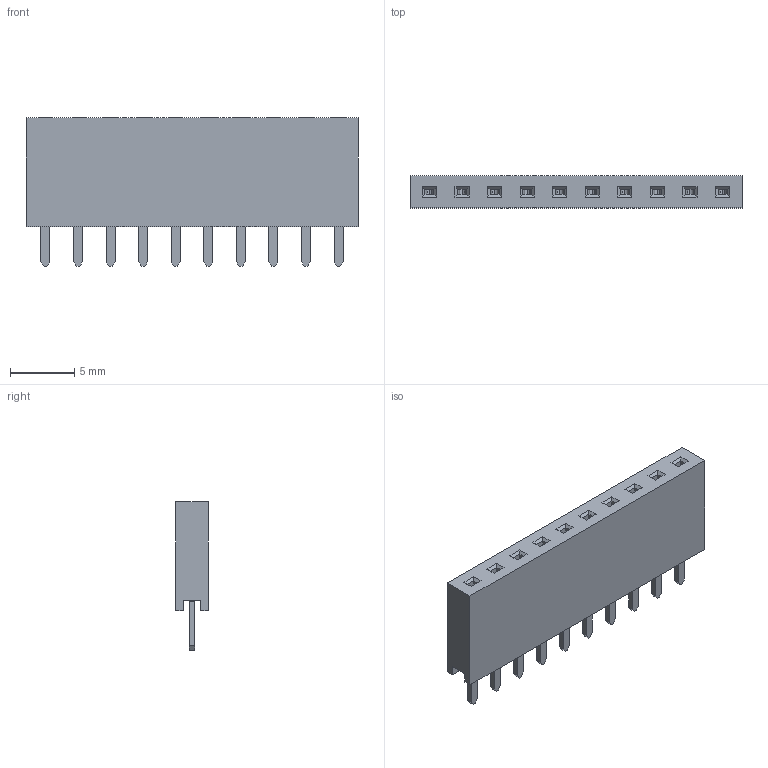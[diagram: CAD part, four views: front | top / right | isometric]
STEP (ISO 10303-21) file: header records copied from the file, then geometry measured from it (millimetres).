
FILE_DESCRIPTION(('FreeCAD Model'),'2;1');
FILE_NAME('Assem1_cp.step', '2019-03-21T13:55:40',('kicad StepUp'),('ksu MCAD'), 'Open CASCADE STEP processor 7.2','FreeCAD','Unknown');
FILE_SCHEMA(('AUTOMOTIVE_DESIGN { 1 0 10303 214 1 1 1 1 }'));
Length unit declared in the file: millimetre
Products named in the file (1): Assem1_cp
Bounding box: 25.9 x 2.5 x 11.6 mm (x, y, z)
Volume: 500.2 mm3; surface area: 1319.5 mm2
Topology: 11 solids, 11 shells, 380 faces, 1034 edges, 676 vertices
Faces by surface type: plane 340, cylinder 20, extrusion 20
Entity records: 14631 total; most frequent: CARTESIAN_POINT 2391, ORIENTED_EDGE 2068, DIRECTION 1776, EDGE_CURVE 1034, VECTOR 974, LINE 954, VERTEX_POINT 676, AXIS2_PLACEMENT_3D 401
